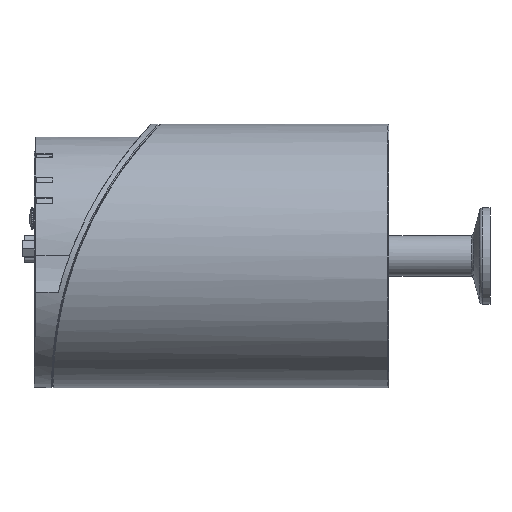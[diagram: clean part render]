
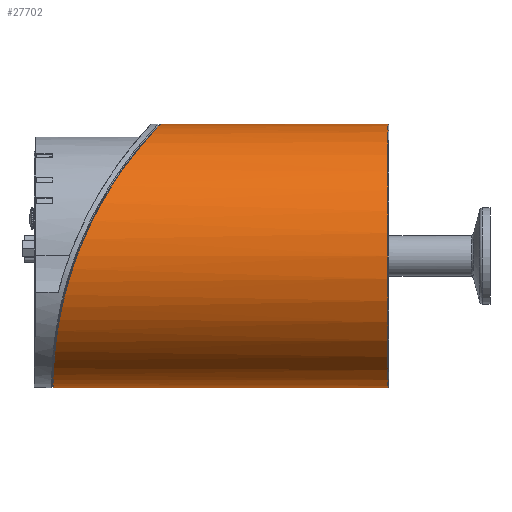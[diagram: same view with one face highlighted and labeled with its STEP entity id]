
A CAD part, left-side view. The second image highlights one B-rep face of the part: STEP entity #27702.
In plain terms, the highlighted cylindrical face has radius 41 mm (diameter 82 mm), a full revolution.
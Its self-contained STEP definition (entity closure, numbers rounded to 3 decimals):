
#481=B_SPLINE_CURVE_WITH_KNOTS('',3,(#48783,#48784,#48785,#48786,#48787,
#48788,#48789,#48790,#48791,#48792,#48793,#48794,#48795),.UNSPECIFIED.,
 .F.,.F.,(4,1,1,1,1,1,1,1,1,1,4),(-26.603,-26.128,-25.653,
-25.178,-24.703,-23.753,-22.803,
-22.169,-21.536,-20.269,-19.712),
 .UNSPECIFIED.);
#482=B_SPLINE_CURVE_WITH_KNOTS('',3,(#48796,#48797,#48798,#48799,#48800,
#48801,#48802,#48803,#48804,#48805,#48806,#48807,#48808,#48809,#48810,#48811,
#48812,#48813,#48814,#48815,#48816,#48817,#48818,#48819,#48820),
 .UNSPECIFIED.,.F.,.F.,(4,1,1,1,1,1,1,1,1,1,1,1,1,1,1,1,1,1,1,1,1,1,4),
(-19.712,-19.636,-19.002,-17.735,
-16.469,-15.202,-13.935,-12.668,
-11.401,-10.135,-8.868,-7.601,
-6.967,-6.334,-5.067,-4.434,
-3.8,-2.85,-1.9,-1.425,
-0.95,-0.475,0.),.UNSPECIFIED.);
#1044=CYLINDRICAL_SURFACE('',#29869,41.);
#4358=LINE('',#48781,#6870);
#6870=VECTOR('',#36521,41.);
#8243=FACE_OUTER_BOUND('',#9735,.T.);
#9735=EDGE_LOOP('',(#24343,#24344,#24345,#24346,#24347,#24348));
#10665=CIRCLE('',#29866,41.);
#10667=CIRCLE('',#29868,41.);
#13129=VERTEX_POINT('',#48774);
#13130=VERTEX_POINT('',#48775);
#13131=VERTEX_POINT('',#48780);
#13132=VERTEX_POINT('',#48782);
#16913=EDGE_CURVE('',#13129,#13130,#10665,.T.);
#16915=EDGE_CURVE('',#13130,#13129,#10667,.T.);
#16916=EDGE_CURVE('',#13129,#13131,#4358,.T.);
#16917=EDGE_CURVE('',#13132,#13131,#481,.T.);
#16918=EDGE_CURVE('',#13131,#13132,#482,.T.);
#24343=ORIENTED_EDGE('',*,*,#16913,.F.);
#24344=ORIENTED_EDGE('',*,*,#16916,.T.);
#24345=ORIENTED_EDGE('',*,*,#16917,.F.);
#24346=ORIENTED_EDGE('',*,*,#16918,.F.);
#24347=ORIENTED_EDGE('',*,*,#16916,.F.);
#24348=ORIENTED_EDGE('',*,*,#16915,.F.);
#27702=ADVANCED_FACE('',(#8243),#1044,.T.);
#29866=AXIS2_PLACEMENT_3D('',#48776,#36513,#36514);
#29868=AXIS2_PLACEMENT_3D('',#48778,#36517,#36518);
#29869=AXIS2_PLACEMENT_3D('',#48779,#36519,#36520);
#36513=DIRECTION('center_axis',(0.,-1.,0.));
#36514=DIRECTION('ref_axis',(-1.,0.,0.));
#36517=DIRECTION('center_axis',(0.,-1.,0.));
#36518=DIRECTION('ref_axis',(-1.,0.,0.));
#36519=DIRECTION('center_axis',(0.,-1.,0.));
#36520=DIRECTION('ref_axis',(-1.,0.,0.));
#36521=DIRECTION('',(0.,1.,0.));
#48774=CARTESIAN_POINT('',(41.,-68.6,0.));
#48775=CARTESIAN_POINT('',(-41.,-68.6,0.));
#48776=CARTESIAN_POINT('Origin',(0.,-68.6,
0.));
#48778=CARTESIAN_POINT('Origin',(0.,-68.6,
0.));
#48779=CARTESIAN_POINT('Origin',(0.,40.8,
0.));
#48780=CARTESIAN_POINT('',(41.,28.163,0.001));
#48781=CARTESIAN_POINT('',(41.,40.8,0.));
#48782=CARTESIAN_POINT('',(0.,2.167,41.));
#48783=CARTESIAN_POINT('Ctrl Pts',(0.,2.167,
41.));
#48784=CARTESIAN_POINT('Ctrl Pts',(1.057,2.167,41.));
#48785=CARTESIAN_POINT('Ctrl Pts',(3.187,2.247,40.918));
#48786=CARTESIAN_POINT('Ctrl Pts',(6.597,2.632,40.522));
#48787=CARTESIAN_POINT('Ctrl Pts',(10.654,3.442,39.679));
#48788=CARTESIAN_POINT('Ctrl Pts',(16.679,5.294,37.695));
#48789=CARTESIAN_POINT('Ctrl Pts',(23.855,8.717,33.826));
#48790=CARTESIAN_POINT('Ctrl Pts',(30.338,13.255,27.976));
#48791=CARTESIAN_POINT('Ctrl Pts',(34.786,17.282,22.001));
#48792=CARTESIAN_POINT('Ctrl Pts',(38.589,21.582,14.817));
#48793=CARTESIAN_POINT('Ctrl Pts',(40.622,25.215,7.479));
#48794=CARTESIAN_POINT('Ctrl Pts',(41.,27.504,1.767));
#48795=CARTESIAN_POINT('Ctrl Pts',(41.,28.163,0.001));
#48796=CARTESIAN_POINT('Ctrl Pts',(41.,28.163,0.001));
#48797=CARTESIAN_POINT('Ctrl Pts',(41.,28.253,-0.241));
#48798=CARTESIAN_POINT('Ctrl Pts',(40.981,29.085,-2.494));
#48799=CARTESIAN_POINT('Ctrl Pts',(40.4,31.22,-8.867));
#48800=CARTESIAN_POINT('Ctrl Pts',(37.12,33.67,-18.921));
#48801=CARTESIAN_POINT('Ctrl Pts',(29.505,35.13,-29.442));
#48802=CARTESIAN_POINT('Ctrl Pts',(18.938,35.573,-37.133));
#48803=CARTESIAN_POINT('Ctrl Pts',(6.528,35.598,-41.167));
#48804=CARTESIAN_POINT('Ctrl Pts',(-6.527,35.598,-41.167));
#48805=CARTESIAN_POINT('Ctrl Pts',(-18.938,35.573,-37.133));
#48806=CARTESIAN_POINT('Ctrl Pts',(-29.507,35.13,-29.44));
#48807=CARTESIAN_POINT('Ctrl Pts',(-37.118,33.67,-18.923));
#48808=CARTESIAN_POINT('Ctrl Pts',(-40.401,31.22,-8.866));
#48809=CARTESIAN_POINT('Ctrl Pts',(-41.144,28.483,-0.697));
#48810=CARTESIAN_POINT('Ctrl Pts',(-40.686,25.327,7.252));
#48811=CARTESIAN_POINT('Ctrl Pts',(-38.589,21.582,14.817));
#48812=CARTESIAN_POINT('Ctrl Pts',(-34.786,17.282,22.001));
#48813=CARTESIAN_POINT('Ctrl Pts',(-30.338,13.255,27.976));
#48814=CARTESIAN_POINT('Ctrl Pts',(-23.855,8.717,33.826));
#48815=CARTESIAN_POINT('Ctrl Pts',(-16.679,5.294,37.695));
#48816=CARTESIAN_POINT('Ctrl Pts',(-10.654,3.442,39.679));
#48817=CARTESIAN_POINT('Ctrl Pts',(-6.597,2.632,40.522));
#48818=CARTESIAN_POINT('Ctrl Pts',(-3.187,2.247,40.918));
#48819=CARTESIAN_POINT('Ctrl Pts',(-1.057,2.167,41.));
#48820=CARTESIAN_POINT('Ctrl Pts',(0.,2.167,
41.));
